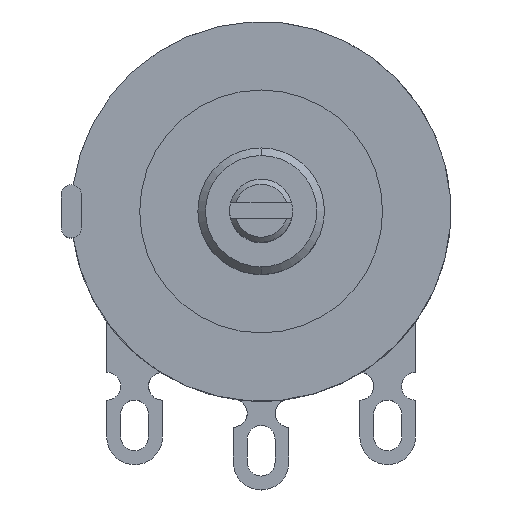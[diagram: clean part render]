
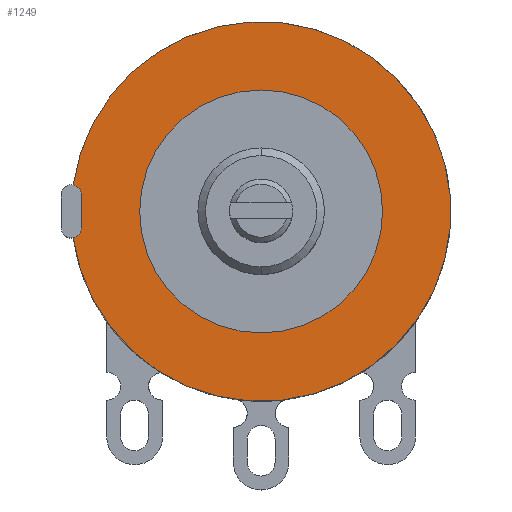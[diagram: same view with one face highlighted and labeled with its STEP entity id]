
A CAD part, top view. The second image highlights one B-rep face of the part: STEP entity #1249.
In plain terms, the highlighted planar face has unit normal (0, 0, 1).
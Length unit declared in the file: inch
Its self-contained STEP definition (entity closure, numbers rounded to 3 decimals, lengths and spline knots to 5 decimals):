
#2=CARTESIAN_POINT('',(0.,0.,0.));
#3=DIRECTION('',(0.,0.,1.));
#4=DIRECTION('',(0.,-1.,0.));
#5=AXIS2_PLACEMENT_3D('',#2,#3,#4);
#7=CARTESIAN_POINT('',(0.,0.,0.));
#8=DIRECTION('',(0.,0.,1.));
#9=DIRECTION('',(0.,1.,0.));
#10=AXIS2_PLACEMENT_3D('',#7,#8,#9);
#12=CARTESIAN_POINT('',(-0.375,-0.0325,0.));
#13=DIRECTION('',(0.,0.,1.));
#14=DIRECTION('',(0.182,-0.983,0.));
#15=AXIS2_PLACEMENT_3D('',#12,#13,#14);
#17=DIRECTION('',(0.,1.,0.));
#18=VECTOR('',#17,0.065);
#19=CARTESIAN_POINT('',(-0.355,-0.0325,0.));
#20=LINE('',#19,#18);
#21=CARTESIAN_POINT('',(-0.375,0.0325,0.));
#22=DIRECTION('',(0.,0.,1.));
#23=DIRECTION('',(1.,0.,0.));
#24=AXIS2_PLACEMENT_3D('',#21,#22,#23);
#290=CARTESIAN_POINT('',(0.,0.,0.));
#291=DIRECTION('',(0.,0.,1.));
#292=DIRECTION('',(-0.99,-0.139,0.));
#293=AXIS2_PLACEMENT_3D('',#290,#291,#292);
#956=CARTESIAN_POINT('',(0.,-0.24,0.));
#957=CARTESIAN_POINT('',(0.,0.24,0.));
#958=VERTEX_POINT('',#956);
#959=VERTEX_POINT('',#957);
#1152=CARTESIAN_POINT('',(-0.37135,-0.05216,0.));
#1153=CARTESIAN_POINT('',(-0.355,-0.0325,0.));
#1154=VERTEX_POINT('',#1152);
#1155=VERTEX_POINT('',#1153);
#1156=CARTESIAN_POINT('',(-0.355,0.0325,0.));
#1157=VERTEX_POINT('',#1156);
#1158=CARTESIAN_POINT('',(-0.37135,0.05216,0.));
#1159=VERTEX_POINT('',#1158);
#1228=CARTESIAN_POINT('',(0.,0.,0.));
#1229=DIRECTION('',(0.,0.,1.));
#1230=DIRECTION('',(1.,0.,0.));
#1231=AXIS2_PLACEMENT_3D('',#1228,#1229,#1230);
#1232=PLANE('',#1231);
#1234=ORIENTED_EDGE('',*,*,#1233,.T.);
#1236=ORIENTED_EDGE('',*,*,#1235,.T.);
#1238=ORIENTED_EDGE('',*,*,#1237,.T.);
#1240=ORIENTED_EDGE('',*,*,#1239,.F.);
#1241=EDGE_LOOP('',(#1234,#1236,#1238,#1240));
#1242=FACE_OUTER_BOUND('',#1241,.F.);
#1244=ORIENTED_EDGE('',*,*,#1243,.T.);
#1246=ORIENTED_EDGE('',*,*,#1245,.T.);
#1247=EDGE_LOOP('',(#1244,#1246));
#1248=FACE_BOUND('',#1247,.F.);
#1249=ADVANCED_FACE('',(#1242,#1248),#1232,.T.);
#6=CIRCLE('',#5,0.24);
#11=CIRCLE('',#10,0.24);
#16=CIRCLE('',#15,0.02);
#25=CIRCLE('',#24,0.02);
#294=CIRCLE('',#293,0.375);
#1233=EDGE_CURVE('',#1154,#1155,#16,.T.);
#1235=EDGE_CURVE('',#1155,#1157,#20,.T.);
#1237=EDGE_CURVE('',#1157,#1159,#25,.T.);
#1239=EDGE_CURVE('',#1154,#1159,#294,.T.);
#1243=EDGE_CURVE('',#958,#959,#6,.T.);
#1245=EDGE_CURVE('',#959,#958,#11,.T.);
